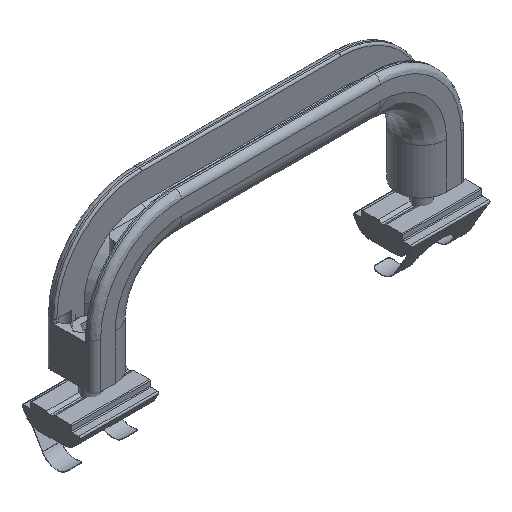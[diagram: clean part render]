
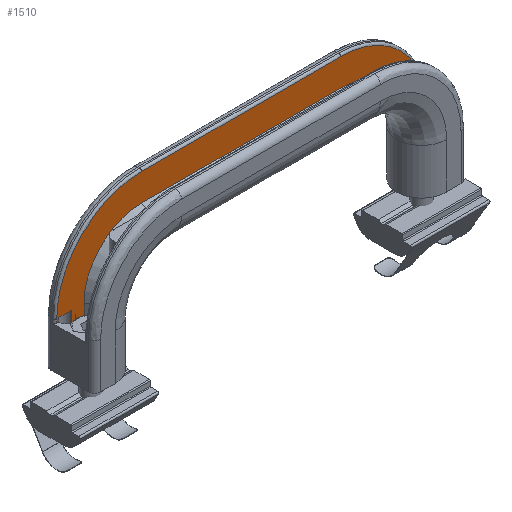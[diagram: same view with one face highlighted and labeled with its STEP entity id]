
A CAD part, isometric view. The second image highlights one B-rep face of the part: STEP entity #1510.
In plain terms, the highlighted face is planar.
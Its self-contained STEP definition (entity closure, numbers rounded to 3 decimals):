
#1510=ADVANCED_FACE('',(#1793),#1794,.T.);
#1793=FACE_OUTER_BOUND('',#2121,.T.);
#1794=PLANE('',#2122);
#2121=EDGE_LOOP('',(#3228,#3229,#3230,#3231,#3232,#3233,#3234,#3235,#3236,#3237,#3238,#3239,#3240,#3241,#3242,#3243,#3244,#3245,#3246,#3247,#3248,#3249,#3250,#3251,#3252,#3253));
#2122=AXIS2_PLACEMENT_3D('',#3254,#3255,#3256);
#3228=ORIENTED_EDGE('',*,*,#3924,.T.);
#3229=ORIENTED_EDGE('',*,*,#3899,.F.);
#3230=ORIENTED_EDGE('',*,*,#3925,.T.);
#3231=ORIENTED_EDGE('',*,*,#3926,.T.);
#3232=ORIENTED_EDGE('',*,*,#3913,.F.);
#3233=ORIENTED_EDGE('',*,*,#3858,.T.);
#3234=ORIENTED_EDGE('',*,*,#3923,.F.);
#3235=ORIENTED_EDGE('',*,*,#3862,.T.);
#3236=ORIENTED_EDGE('',*,*,#3920,.F.);
#3237=ORIENTED_EDGE('',*,*,#3927,.T.);
#3238=ORIENTED_EDGE('',*,*,#3928,.T.);
#3239=ORIENTED_EDGE('',*,*,#3929,.T.);
#3240=ORIENTED_EDGE('',*,*,#3930,.T.);
#3241=ORIENTED_EDGE('',*,*,#3931,.T.);
#3242=ORIENTED_EDGE('',*,*,#3932,.T.);
#3243=ORIENTED_EDGE('',*,*,#3874,.T.);
#3244=ORIENTED_EDGE('',*,*,#3933,.T.);
#3245=ORIENTED_EDGE('',*,*,#3878,.T.);
#3246=ORIENTED_EDGE('',*,*,#3934,.T.);
#3247=ORIENTED_EDGE('',*,*,#3935,.T.);
#3248=ORIENTED_EDGE('',*,*,#3936,.T.);
#3249=ORIENTED_EDGE('',*,*,#3937,.T.);
#3250=ORIENTED_EDGE('',*,*,#3938,.T.);
#3251=ORIENTED_EDGE('',*,*,#3773,.T.);
#3252=ORIENTED_EDGE('',*,*,#3771,.T.);
#3253=ORIENTED_EDGE('',*,*,#3769,.T.);
#3254=CARTESIAN_POINT('',(-35.8,0.0,-3.6));
#3255=DIRECTION('',(0.,0.,1.0));
#3256=DIRECTION('',(1.0,0.0,0.));
#3769=EDGE_CURVE('',#4304,#4302,#4305,.T.);
#3771=EDGE_CURVE('',#4307,#4304,#4308,.T.);
#3773=EDGE_CURVE('',#4310,#4307,#4311,.T.);
#3858=EDGE_CURVE('',#4458,#4459,#4460,.F.);
#3862=EDGE_CURVE('',#4467,#4465,#4468,.F.);
#3874=EDGE_CURVE('',#4487,#4488,#4489,.F.);
#3878=EDGE_CURVE('',#4496,#4494,#4497,.T.);
#3899=EDGE_CURVE('',#4527,#4528,#4529,.F.);
#3913=EDGE_CURVE('',#4458,#4553,#4554,.F.);
#3920=EDGE_CURVE('',#4562,#4465,#4564,.F.);
#3923=EDGE_CURVE('',#4467,#4459,#4567,.F.);
#3924=EDGE_CURVE('',#4302,#4528,#4568,.F.);
#3925=EDGE_CURVE('',#4527,#4569,#4570,.T.);
#3926=EDGE_CURVE('',#4569,#4553,#4571,.T.);
#3927=EDGE_CURVE('',#4562,#4572,#4573,.T.);
#3928=EDGE_CURVE('',#4572,#4574,#4575,.T.);
#3929=EDGE_CURVE('',#4574,#4576,#4577,.F.);
#3930=EDGE_CURVE('',#4576,#4578,#4579,.T.);
#3931=EDGE_CURVE('',#4578,#4580,#4581,.F.);
#3932=EDGE_CURVE('',#4580,#4487,#4582,.T.);
#3933=EDGE_CURVE('',#4488,#4496,#4583,.T.);
#3934=EDGE_CURVE('',#4494,#4584,#4585,.T.);
#3935=EDGE_CURVE('',#4584,#4586,#4587,.T.);
#3936=EDGE_CURVE('',#4586,#4588,#4589,.T.);
#3937=EDGE_CURVE('',#4588,#4590,#4591,.T.);
#3938=EDGE_CURVE('',#4590,#4310,#4592,.T.);
#4302=VERTEX_POINT('',#5333);
#4304=VERTEX_POINT('',#5336);
#4305=CIRCLE('',#5337,13.922);
#4307=VERTEX_POINT('',#5340);
#4308=LINE('',#5341,#5342);
#4310=VERTEX_POINT('',#5345);
#4311=CIRCLE('',#5346,13.922);
#4458=VERTEX_POINT('',#5678);
#4459=VERTEX_POINT('',#5679);
#4460=LINE('',#5680,#5681);
#4465=VERTEX_POINT('',#5687);
#4467=VERTEX_POINT('',#5689);
#4468=LINE('',#5690,#5691);
#4487=VERTEX_POINT('',#5716);
#4488=VERTEX_POINT('',#5717);
#4489=LINE('',#5718,#5719);
#4494=VERTEX_POINT('',#5725);
#4496=VERTEX_POINT('',#5727);
#4497=LINE('',#5728,#5729);
#4527=VERTEX_POINT('',#5771);
#4528=VERTEX_POINT('',#5772);
#4529=LINE('',#5773,#5774);
#4553=VERTEX_POINT('',#5806);
#4554=LINE('',#5807,#5808);
#4562=VERTEX_POINT('',#5820);
#4564=LINE('',#5822,#5823);
#4567=LINE('',#5827,#5828);
#4568=LINE('',#5829,#5830);
#4569=VERTEX_POINT('',#5831);
#4570=LINE('',#5832,#5833);
#4571=LINE('',#5834,#5835);
#4572=VERTEX_POINT('',#5836);
#4573=LINE('',#5837,#5838);
#4574=VERTEX_POINT('',#5839);
#4575=B_SPLINE_CURVE_WITH_KNOTS('',2,(#5840,#5841,#5842,#5843,#5844,#5845,#5846,#5847,#5848,#5849,#5850,#5851,#5852,#5853,#5854,#5855,#5856),.UNSPECIFIED.,.F.,.F.,(3,2,2,2,2,2,2,2,3),(0.0,0.125,0.25,0.375,0.5,0.625,0.75,0.875,1.0),.UNSPECIFIED.);
#4576=VERTEX_POINT('',#5857);
#4577=LINE('',#5858,#5859);
#4578=VERTEX_POINT('',#5860);
#4579=B_SPLINE_CURVE_WITH_KNOTS('',2,(#5861,#5862,#5863,#5864,#5865,#5866,#5867,#5868,#5869,#5870,#5871,#5872,#5873,#5874,#5875,#5876,#5877),.UNSPECIFIED.,.F.,.F.,(3,2,2,2,2,2,2,2,3),(0.0,0.125,0.25,0.375,0.5,0.625,0.75,0.875,1.0),.UNSPECIFIED.);
#4580=VERTEX_POINT('',#5878);
#4581=LINE('',#5879,#5880);
#4582=LINE('',#5881,#5882);
#4583=LINE('',#5883,#5884);
#4584=VERTEX_POINT('',#5885);
#4585=LINE('',#5886,#5887);
#4586=VERTEX_POINT('',#5888);
#4587=LINE('',#5889,#5890);
#4588=VERTEX_POINT('',#5891);
#4589=LINE('',#5892,#5893);
#4590=VERTEX_POINT('',#5894);
#4591=LINE('',#5895,#5896);
#4592=LINE('',#5897,#5898);
#5333=CARTESIAN_POINT('',(37.922,11.0,-3.6));
#5336=CARTESIAN_POINT('',(24.0,24.922,-3.6));
#5337=AXIS2_PLACEMENT_3D('',#6258,#6259,#6260);
#5340=CARTESIAN_POINT('',(-24.0,24.922,-3.6));
#5341=CARTESIAN_POINT('',(-35.8,24.922,-3.6));
#5342=VECTOR('',#6262,1.0);
#5345=CARTESIAN_POINT('',(-37.922,11.0,-3.6));
#5346=AXIS2_PLACEMENT_3D('',#6264,#6265,#6266);
#5678=CARTESIAN_POINT('',(41.003,5.0,-3.6));
#5679=CARTESIAN_POINT('',(41.003,11.0,-3.6));
#5680=CARTESIAN_POINT('',(41.003,5.5,-3.6));
#5681=VECTOR('',#6398,1.0);
#5687=CARTESIAN_POINT('',(43.997,10.0,-3.6));
#5689=CARTESIAN_POINT('',(43.997,11.0,-3.6));
#5690=CARTESIAN_POINT('',(43.997,0.0,-3.6));
#5691=VECTOR('',#6406,1.0);
#5716=CARTESIAN_POINT('',(-43.997,10.0,-3.6));
#5717=CARTESIAN_POINT('',(-43.997,11.0,-3.6));
#5718=CARTESIAN_POINT('',(-43.997,5.5,-3.6));
#5719=VECTOR('',#6428,1.0);
#5725=CARTESIAN_POINT('',(-41.003,5.0,-3.6));
#5727=CARTESIAN_POINT('',(-41.003,11.0,-3.6));
#5728=CARTESIAN_POINT('',(-41.003,5.5,-3.6));
#5729=VECTOR('',#6436,1.0);
#5771=CARTESIAN_POINT('',(39.8,5.,-3.6));
#5772=CARTESIAN_POINT('',(37.922,5.0,-3.6));
#5773=CARTESIAN_POINT('',(40.0,5.0,-3.6));
#5774=VECTOR('',#6473,1.0);
#5806=CARTESIAN_POINT('',(40.2,5.,-3.6));
#5807=CARTESIAN_POINT('',(40.0,5.0,-3.6));
#5808=VECTOR('',#6497,1.0);
#5820=CARTESIAN_POINT('',(44.5,10.0,-3.6));
#5822=CARTESIAN_POINT('',(39.5,10.0,-3.6));
#5823=VECTOR('',#6508,1.0);
#5827=CARTESIAN_POINT('',(42.5,11.0,-3.6));
#5828=VECTOR('',#6513,1.0);
#5829=CARTESIAN_POINT('',(37.922,0.0,-3.6));
#5830=VECTOR('',#6514,1.0);
#5831=CARTESIAN_POINT('',(40.0,9.581,-3.6));
#5832=CARTESIAN_POINT('',(39.8,5.0,-3.6));
#5833=VECTOR('',#6515,1.0);
#5834=CARTESIAN_POINT('',(40.0,9.581,-3.6));
#5835=VECTOR('',#6516,1.0);
#5836=CARTESIAN_POINT('',(44.5,11.0,-3.6));
#5837=CARTESIAN_POINT('',(44.5,0.0,-3.6));
#5838=VECTOR('',#6517,1.0);
#5839=CARTESIAN_POINT('',(24.0,31.5,-3.6));
#5840=CARTESIAN_POINT('',(44.5,11.0,-3.6));
#5841=CARTESIAN_POINT('',(44.5,12.881,-3.6));
#5842=CARTESIAN_POINT('',(44.158,14.73,-3.6));
#5843=CARTESIAN_POINT('',(43.795,16.691,-3.6));
#5844=CARTESIAN_POINT('',(43.061,18.546,-3.6));
#5845=CARTESIAN_POINT('',(42.296,20.478,-3.6));
#5846=CARTESIAN_POINT('',(41.158,22.218,-3.6));
#5847=CARTESIAN_POINT('',(39.997,23.994,-3.6));
#5848=CARTESIAN_POINT('',(38.496,25.496,-3.6));
#5849=CARTESIAN_POINT('',(36.995,26.996,-3.6));
#5850=CARTESIAN_POINT('',(35.218,28.158,-3.6));
#5851=CARTESIAN_POINT('',(33.479,29.295,-3.6));
#5852=CARTESIAN_POINT('',(31.546,30.061,-3.6));
#5853=CARTESIAN_POINT('',(29.692,30.795,-3.6));
#5854=CARTESIAN_POINT('',(27.73,31.158,-3.6));
#5855=CARTESIAN_POINT('',(25.881,31.5,-3.6));
#5856=CARTESIAN_POINT('',(24.0,31.5,-3.6));
#5857=CARTESIAN_POINT('',(-24.0,31.5,-3.6));
#5858=CARTESIAN_POINT('',(-35.8,31.5,-3.6));
#5859=VECTOR('',#6518,1.0);
#5860=CARTESIAN_POINT('',(-44.5,11.0,-3.6));
#5861=CARTESIAN_POINT('',(-24.0,31.5,-3.6));
#5862=CARTESIAN_POINT('',(-25.881,31.5,-3.6));
#5863=CARTESIAN_POINT('',(-27.73,31.158,-3.6));
#5864=CARTESIAN_POINT('',(-29.691,30.795,-3.6));
#5865=CARTESIAN_POINT('',(-31.546,30.061,-3.6));
#5866=CARTESIAN_POINT('',(-33.478,29.296,-3.6));
#5867=CARTESIAN_POINT('',(-35.218,28.158,-3.6));
#5868=CARTESIAN_POINT('',(-36.994,26.997,-3.6));
#5869=CARTESIAN_POINT('',(-38.496,25.496,-3.6));
#5870=CARTESIAN_POINT('',(-39.996,23.995,-3.6));
#5871=CARTESIAN_POINT('',(-41.158,22.218,-3.6));
#5872=CARTESIAN_POINT('',(-42.295,20.479,-3.6));
#5873=CARTESIAN_POINT('',(-43.061,18.546,-3.6));
#5874=CARTESIAN_POINT('',(-43.795,16.692,-3.6));
#5875=CARTESIAN_POINT('',(-44.158,14.73,-3.6));
#5876=CARTESIAN_POINT('',(-44.5,12.881,-3.6));
#5877=CARTESIAN_POINT('',(-44.5,11.0,-3.6));
#5878=CARTESIAN_POINT('',(-44.5,10.0,-3.6));
#5879=CARTESIAN_POINT('',(-44.5,0.0,-3.6));
#5880=VECTOR('',#6519,1.0);
#5881=CARTESIAN_POINT('',(-35.8,10.0,-3.6));
#5882=VECTOR('',#6520,1.0);
#5883=CARTESIAN_POINT('',(-35.8,11.0,-3.6));
#5884=VECTOR('',#6521,1.0);
#5885=CARTESIAN_POINT('',(-40.2,5.,-3.6));
#5886=CARTESIAN_POINT('',(-35.8,5.0,-3.6));
#5887=VECTOR('',#6522,1.0);
#5888=CARTESIAN_POINT('',(-40.0,9.581,-3.6));
#5889=CARTESIAN_POINT('',(-40.2,5.0,-3.6));
#5890=VECTOR('',#6523,1.0);
#5891=CARTESIAN_POINT('',(-39.8,5.,-3.6));
#5892=CARTESIAN_POINT('',(-40.0,9.581,-3.6));
#5893=VECTOR('',#6524,1.0);
#5894=CARTESIAN_POINT('',(-37.922,5.0,-3.6));
#5895=CARTESIAN_POINT('',(-35.8,5.0,-3.6));
#5896=VECTOR('',#6525,1.0);
#5897=CARTESIAN_POINT('',(-37.922,0.0,-3.6));
#5898=VECTOR('',#6526,1.0);
#6258=CARTESIAN_POINT('',(24.0,11.0,-3.6));
#6259=DIRECTION('',(0.0,0.0,-1.0));
#6260=DIRECTION('',(-1.0,0.0,0.0));
#6262=DIRECTION('',(1.0,0.0,0.));
#6264=CARTESIAN_POINT('',(-24.0,11.0,-3.6));
#6265=DIRECTION('',(0.,0.,-1.0));
#6266=DIRECTION('',(-1.0,0.0,0.));
#6398=DIRECTION('',(0.,-1.0,0.0));
#6406=DIRECTION('',(0.,1.0,0.));
#6428=DIRECTION('',(0.0,-1.0,0.0));
#6436=DIRECTION('',(0.0,-1.0,0.0));
#6473=DIRECTION('',(1.0,0.0,0.0));
#6497=DIRECTION('',(1.0,0.0,0.0));
#6508=DIRECTION('',(1.0,0.0,0.0));
#6513=DIRECTION('',(1.0,0.,0.0));
#6514=DIRECTION('',(0.,1.0,0.));
#6515=DIRECTION('',(0.044,0.999,0.0));
#6516=DIRECTION('',(0.044,-0.999,0.0));
#6517=DIRECTION('',(0.,1.0,0.));
#6518=DIRECTION('',(1.0,0.0,0.));
#6519=DIRECTION('',(0.,1.0,0.));
#6520=DIRECTION('',(1.0,0.0,0.));
#6521=DIRECTION('',(1.0,0.0,0.));
#6522=DIRECTION('',(1.0,0.0,0.));
#6523=DIRECTION('',(0.044,0.999,0.0));
#6524=DIRECTION('',(0.044,-0.999,0.0));
#6525=DIRECTION('',(1.0,0.0,0.));
#6526=DIRECTION('',(0.,1.0,0.));
